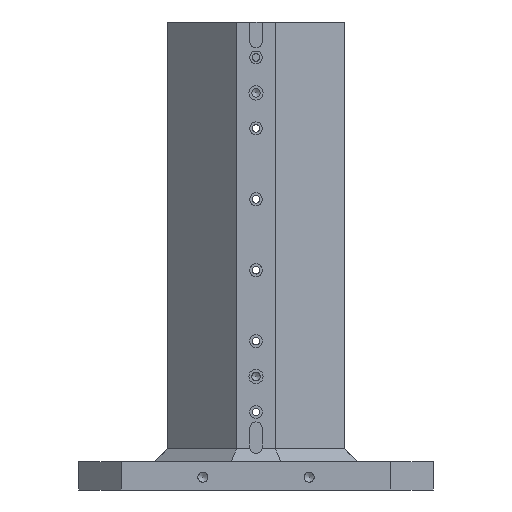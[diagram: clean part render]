
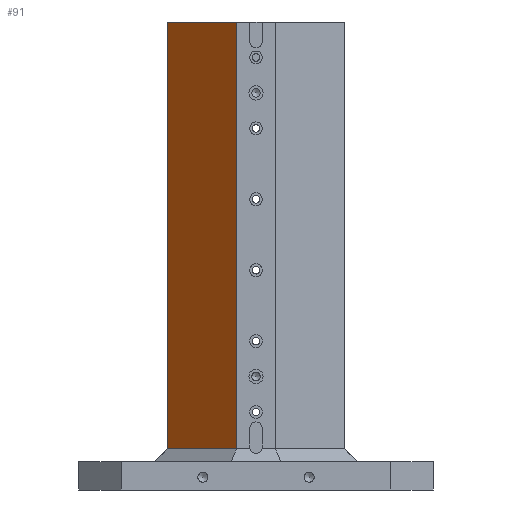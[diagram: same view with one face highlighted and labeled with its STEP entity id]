
A CAD part, front view. The second image highlights one B-rep face of the part: STEP entity #91.
In plain terms, the highlighted planar face has unit normal (-0.707, -0.707, 0).
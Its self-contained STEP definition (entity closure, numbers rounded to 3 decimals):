
#91 = ADVANCED_FACE( '', ( #410 ), #411, .T. );
#410 = FACE_OUTER_BOUND( '', #1162, .T. );
#411 = PLANE( '', #1163 );
#1162 = EDGE_LOOP( '', ( #2051, #2052, #2053, #2054 ) );
#1163 = AXIS2_PLACEMENT_3D( '', #2055, #2056, #2057 );
#2051 = ORIENTED_EDGE( '', *, *, #3764, .T. );
#2052 = ORIENTED_EDGE( '', *, *, #3769, .T. );
#2053 = ORIENTED_EDGE( '', *, *, #3770, .F. );
#2054 = ORIENTED_EDGE( '', *, *, #3700, .T. );
#2055 = CARTESIAN_POINT( '', ( -27.5, -125., 660. ) );
#2056 = DIRECTION( '', ( -0.707, -0.707, 0. ) );
#2057 = DIRECTION( '', ( 0.707, -0.707, 0. ) );
#3700 = EDGE_CURVE( '', #4275, #4273, #4276, .T. );
#3764 = EDGE_CURVE( '', #4273, #4392, #4394, .T. );
#3769 = EDGE_CURVE( '', #4392, #4403, #4404, .T. );
#3770 = EDGE_CURVE( '', #4275, #4403, #4405, .T. );
#4273 = VERTEX_POINT( '', #5196 );
#4275 = VERTEX_POINT( '', #5199 );
#4276 = LINE( '', #5200, #5201 );
#4392 = VERTEX_POINT( '', #5345 );
#4394 = LINE( '', #5348, #5349 );
#4403 = VERTEX_POINT( '', #5362 );
#4404 = LINE( '', #5363, #5364 );
#4405 = LINE( '', #5365, #5366 );
#5196 = CARTESIAN_POINT( '', ( -125., -27.5, 660. ) );
#5199 = CARTESIAN_POINT( '', ( -27.5, -125., 660. ) );
#5200 = CARTESIAN_POINT( '', ( -27.5, -125., 660. ) );
#5201 = VECTOR( '', #6491, 1000. );
#5345 = CARTESIAN_POINT( '', ( -125., -27.5, 58. ) );
#5348 = CARTESIAN_POINT( '', ( -125., -27.5, 660. ) );
#5349 = VECTOR( '', #6623, 1000. );
#5362 = CARTESIAN_POINT( '', ( -27.5, -125., 58. ) );
#5363 = CARTESIAN_POINT( '', ( -27.5, -125., 58. ) );
#5364 = VECTOR( '', #6628, 1000. );
#5365 = CARTESIAN_POINT( '', ( -27.5, -125., 660. ) );
#5366 = VECTOR( '', #6629, 1000. );
#6491 = DIRECTION( '', ( -0.707, 0.707, 0. ) );
#6623 = DIRECTION( '', ( 0., 0., -1. ) );
#6628 = DIRECTION( '', ( 0.707, -0.707, 0. ) );
#6629 = DIRECTION( '', ( 0., 0., -1. ) );
